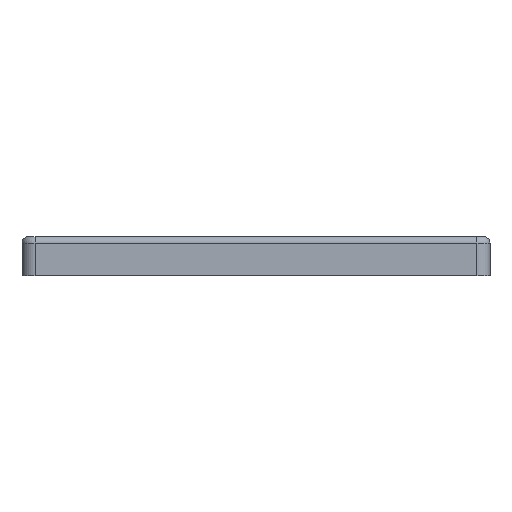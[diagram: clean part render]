
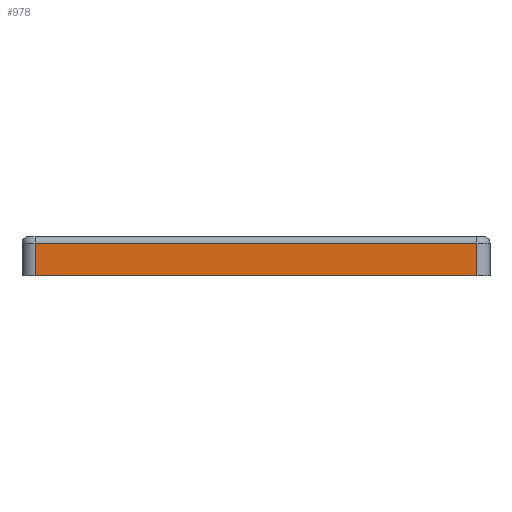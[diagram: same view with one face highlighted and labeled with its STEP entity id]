
A CAD part, left-side view. The second image highlights one B-rep face of the part: STEP entity #978.
In plain terms, the highlighted planar face has unit normal (-1, 0, 0).
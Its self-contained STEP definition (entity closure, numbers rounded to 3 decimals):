
#267 = AXIS2_PLACEMENT_3D ( 'NONE', #4748, #4734, #4744 ) ;
#711 = ORIENTED_EDGE ( 'NONE', *, *, #1203, .T. ) ;
#712 = ORIENTED_EDGE ( 'NONE', *, *, #1211, .T. ) ;
#716 = ORIENTED_EDGE ( 'NONE', *, *, #1229, .F. ) ;
#723 = ORIENTED_EDGE ( 'NONE', *, *, #1225, .T. ) ;
#828 = EDGE_LOOP ( 'NONE', ( #716, #712, #723, #711 ) ) ;
#978 = ADVANCED_FACE ( 'NONE', ( #3531 ), #4743, .F. ) ;
#1203 = EDGE_CURVE ( 'NONE', #6780, #6763, #3760, .T. ) ;
#1211 = EDGE_CURVE ( 'NONE', #6784, #6774, #3746, .T. ) ;
#1225 = EDGE_CURVE ( 'NONE', #6774, #6780, #3768, .T. ) ;
#1229 = EDGE_CURVE ( 'NONE', #6784, #6763, #1441, .T. ) ;
#1433 = VECTOR ( 'NONE', #2188, 1000. ) ;
#1441 = LINE ( 'NONE', #2198, #1433 ) ;
#2094 = DIRECTION ( 'NONE',  ( 0., -1., 0. ) ) ;
#2112 = CARTESIAN_POINT ( 'NONE',  ( -45., -17., 0. ) ) ;
#2133 = DIRECTION ( 'NONE',  ( 0., 1., 0. ) ) ;
#2152 = CARTESIAN_POINT ( 'NONE',  ( -45., 17., 2.5 ) ) ;
#2183 = CARTESIAN_POINT ( 'NONE',  ( -45., 17., 3. ) ) ;
#2185 = DIRECTION ( 'NONE',  ( 0., 0., -1. ) ) ;
#2188 = DIRECTION ( 'NONE',  ( 0., 0., -1. ) ) ;
#2198 = CARTESIAN_POINT ( 'NONE',  ( -45., -17., 3. ) ) ;
#2559 = CARTESIAN_POINT ( 'NONE',  ( -45., -17., 2.5 ) ) ;
#2561 = CARTESIAN_POINT ( 'NONE',  ( -45., 17., 2.5 ) ) ;
#2582 = CARTESIAN_POINT ( 'NONE',  ( -45., 17., 0. ) ) ;
#2585 = CARTESIAN_POINT ( 'NONE',  ( -45., -17., 0. ) ) ;
#3531 = FACE_OUTER_BOUND ( 'NONE', #828, .T. ) ;
#3726 = VECTOR ( 'NONE', #2133, 1000. ) ;
#3746 = LINE ( 'NONE', #2152, #3726 ) ;
#3754 = VECTOR ( 'NONE', #2094, 1000. ) ;
#3760 = LINE ( 'NONE', #2112, #3754 ) ;
#3768 = LINE ( 'NONE', #2183, #3769 ) ;
#3769 = VECTOR ( 'NONE', #2185, 1000. ) ;
#4734 = DIRECTION ( 'NONE',  ( 1., 0., 0. ) ) ;
#4743 = PLANE ( 'NONE',  #267 ) ;
#4744 = DIRECTION ( 'NONE',  ( 0., 0., -1. ) ) ;
#4748 = CARTESIAN_POINT ( 'NONE',  ( -45., -17., 3. ) ) ;
#6763 = VERTEX_POINT ( 'NONE', #2585 ) ;
#6774 = VERTEX_POINT ( 'NONE', #2561 ) ;
#6780 = VERTEX_POINT ( 'NONE', #2582 ) ;
#6784 = VERTEX_POINT ( 'NONE', #2559 ) ;
